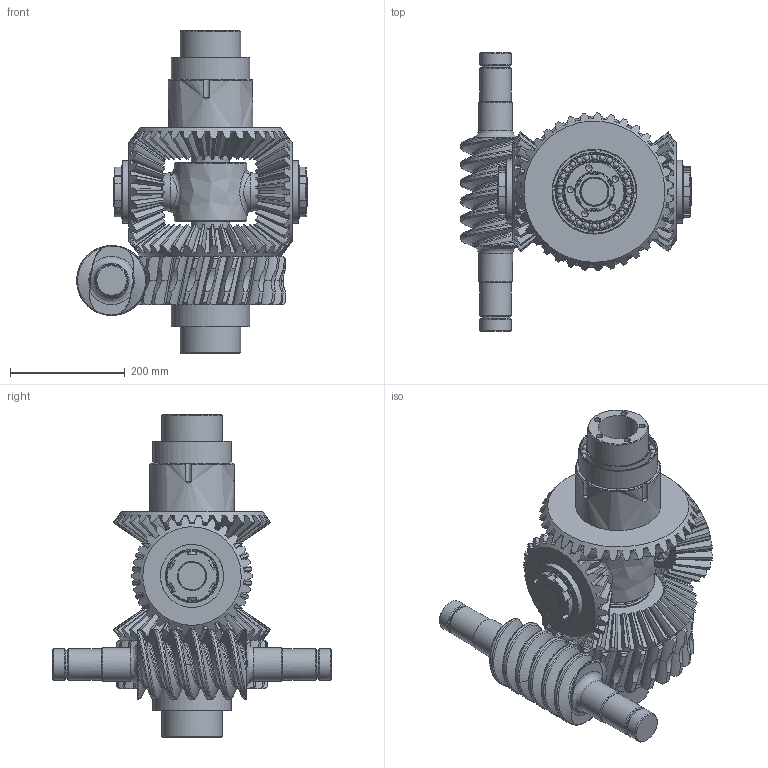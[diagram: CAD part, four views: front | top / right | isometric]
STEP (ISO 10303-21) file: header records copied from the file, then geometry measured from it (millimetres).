
FILE_DESCRIPTION(('FreeCAD Model'),'2;1');
FILE_NAME('Open CASCADE Shape Model','2025-04-17T09:22:43',('FreeCAD'),( 'FreeCAD'),'Open CASCADE STEP processor 7.6','FreeCAD','Unknown');
FILE_SCHEMA(('AUTOMOTIVE_DESIGN { 1 0 10303 214 1 1 1 1 }'));
Products named in the file (1): Open CASCADE STEP translator 7.6 1
Bounding box: 401.3 x 484.77 x 561.08 mm (x, y, z)
Volume: 16104605.2 mm3; surface area: 1870562.4 mm2
Topology: 280 solids, 280 shells, 2199 faces, 5849 edges, 3750 vertices
Faces by surface type: bspline 2199
Entity records: 145500 total; most frequent: CARTESIAN_POINT 115015, ORIENTED_EDGE 10190, EDGE_CURVE 5095, VERTEX_POINT 3506, B_SPLINE_CURVE_WITH_KNOTS 3194, FACE_BOUND 2309, ADVANCED_FACE 2199, EDGE_LOOP 2065
